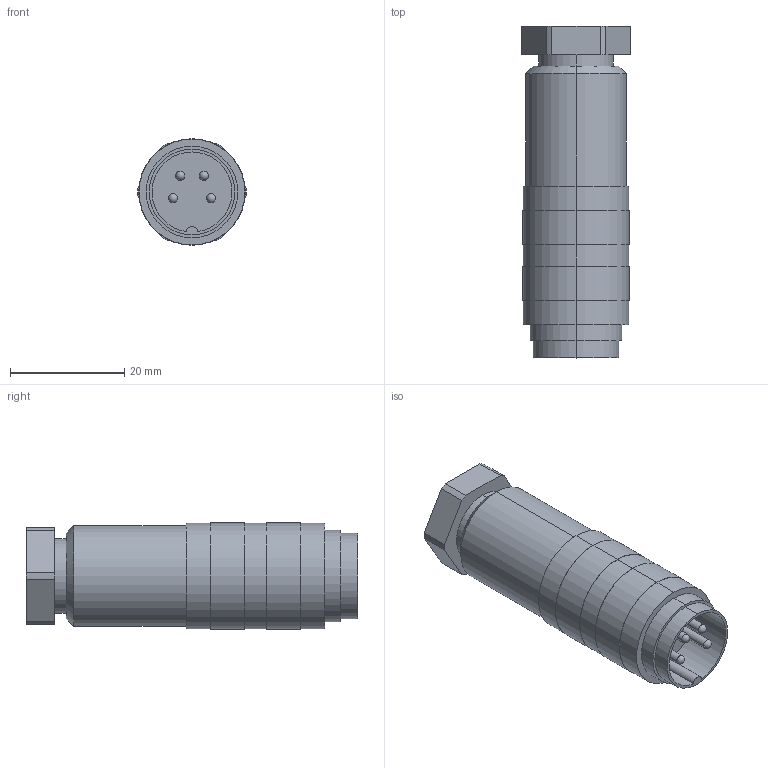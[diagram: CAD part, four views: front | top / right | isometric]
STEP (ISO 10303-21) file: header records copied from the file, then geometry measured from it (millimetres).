
FILE_DESCRIPTION((''),'2;1');
FILE_NAME('99-5109-00-04.stp','2005-04-22T09:54:27',('generator'),(''),'Autodesk Inventor 7','Autodesk Inventor 7','');
FILE_SCHEMA(('AUTOMOTIVE_DESIGN { 1 0 10303 214 1 1 1 1 }'));
Length unit declared in the file: millimetre
Products named in the file (1): 99-5109-00-04
Bounding box: 19 x 58 x 18.6 mm (x, y, z)
Volume: 12842.1 mm3; surface area: 4593.1 mm2
Topology: 1 solids, 1 shells, 64 faces, 153 edges, 98 vertices
Faces by surface type: cylinder 37, plane 19, cone 4, sphere 4
Entity records: 1790 total; most frequent: DIRECTION 345, CARTESIAN_POINT 292, ORIENTED_EDGE 274, AXIS2_PLACEMENT_3D 143, EDGE_CURVE 137, VERTEX_POINT 90, EDGE_LOOP 79, CIRCLE 78
